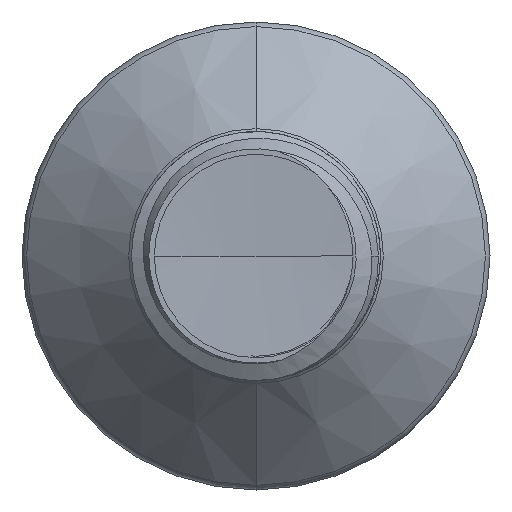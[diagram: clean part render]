
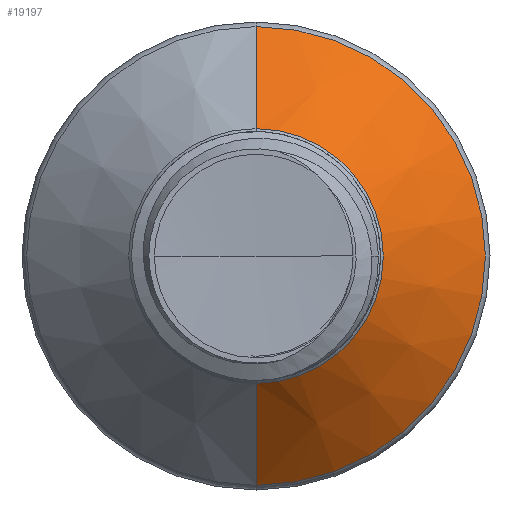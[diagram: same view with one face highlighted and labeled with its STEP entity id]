
A CAD part, front view. The second image highlights one B-rep face of the part: STEP entity #19197.
In plain terms, the highlighted conical face has half-angle 45 degrees and reference radius 1.278 mm.
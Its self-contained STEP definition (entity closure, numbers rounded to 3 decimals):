
#671 = DIRECTION ( 'NONE',  ( 0., 0.707, -0.707 ) ) ;
#727 = LINE ( 'NONE', #12716, #6106 ) ;
#1343 = FACE_OUTER_BOUND ( 'NONE', #4133, .T. ) ;
#2214 = VERTEX_POINT ( 'NONE', #5287 ) ;
#3017 = ORIENTED_EDGE ( 'NONE', *, *, #20938, .F. ) ;
#4133 = EDGE_LOOP ( 'NONE', ( #21116, #10116, #3017, #24193 ) ) ;
#4331 = DIRECTION ( 'NONE',  ( 0., 1., 0. ) ) ;
#5287 = CARTESIAN_POINT ( 'NONE',  ( 0., 6.814, -1.278 ) ) ;
#6106 = VECTOR ( 'NONE', #23766, 1000. ) ;
#6130 = CIRCLE ( 'NONE', #22987, 1.278 ) ;
#8884 = DIRECTION ( 'NONE',  ( 0., 0., 1. ) ) ;
#9789 = VERTEX_POINT ( 'NONE', #11498 ) ;
#10116 = ORIENTED_EDGE ( 'NONE', *, *, #23792, .T. ) ;
#10366 = CARTESIAN_POINT ( 'NONE',  ( 0., 7.839, 0. ) ) ;
#11498 = CARTESIAN_POINT ( 'NONE',  ( 0., 7.839, -2.303 ) ) ;
#12038 = CIRCLE ( 'NONE', #21938, 2.303 ) ;
#12279 = DIRECTION ( 'NONE',  ( 0., 0., 1. ) ) ;
#12308 = DIRECTION ( 'NONE',  ( 0., 1., 0. ) ) ;
#12716 = CARTESIAN_POINT ( 'NONE',  ( 0., 6.814, 1.278 ) ) ;
#14308 = VERTEX_POINT ( 'NONE', #21788 ) ;
#15317 = EDGE_CURVE ( 'NONE', #21628, #2214, #6130, .T. ) ;
#15636 = CONICAL_SURFACE ( 'NONE', #24064, 1.278, 0.785 ) ;
#15795 = CARTESIAN_POINT ( 'NONE',  ( 0., 6.814, 0. ) ) ;
#17678 = DIRECTION ( 'NONE',  ( 0., 0., 1. ) ) ;
#18163 = CARTESIAN_POINT ( 'NONE',  ( 0., 6.814, 0. ) ) ;
#18211 = VECTOR ( 'NONE', #671, 1000. ) ;
#18579 = CARTESIAN_POINT ( 'NONE',  ( 0., 6.814, 1.278 ) ) ;
#19197 = ADVANCED_FACE ( 'NONE', ( #1343 ), #15636, .T. ) ;
#19257 = EDGE_CURVE ( 'NONE', #21628, #14308, #727, .T. ) ;
#20938 = EDGE_CURVE ( 'NONE', #14308, #9789, #12038, .T. ) ;
#21116 = ORIENTED_EDGE ( 'NONE', *, *, #15317, .T. ) ;
#21628 = VERTEX_POINT ( 'NONE', #18579 ) ;
#21649 = CARTESIAN_POINT ( 'NONE',  ( 0., 6.814, -1.278 ) ) ;
#21788 = CARTESIAN_POINT ( 'NONE',  ( 0., 7.839, 2.303 ) ) ;
#21938 = AXIS2_PLACEMENT_3D ( 'NONE', #10366, #23345, #12279 ) ;
#22987 = AXIS2_PLACEMENT_3D ( 'NONE', #15795, #4331, #17678 ) ;
#23033 = LINE ( 'NONE', #21649, #18211 ) ;
#23345 = DIRECTION ( 'NONE',  ( 0., 1., 0. ) ) ;
#23766 = DIRECTION ( 'NONE',  ( 0., 0.707, 0.707 ) ) ;
#23792 = EDGE_CURVE ( 'NONE', #2214, #9789, #23033, .T. ) ;
#24064 = AXIS2_PLACEMENT_3D ( 'NONE', #18163, #12308, #8884 ) ;
#24193 = ORIENTED_EDGE ( 'NONE', *, *, #19257, .F. ) ;
